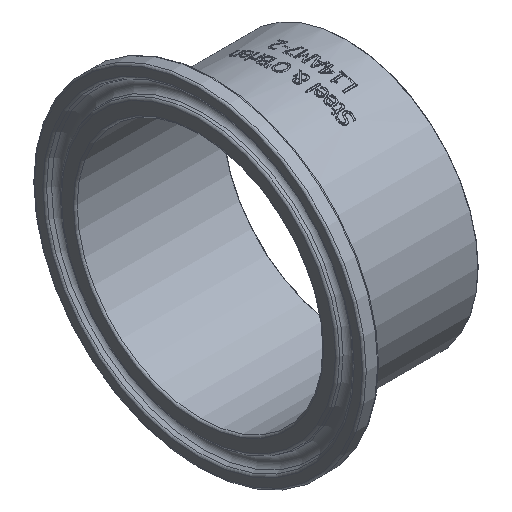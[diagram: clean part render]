
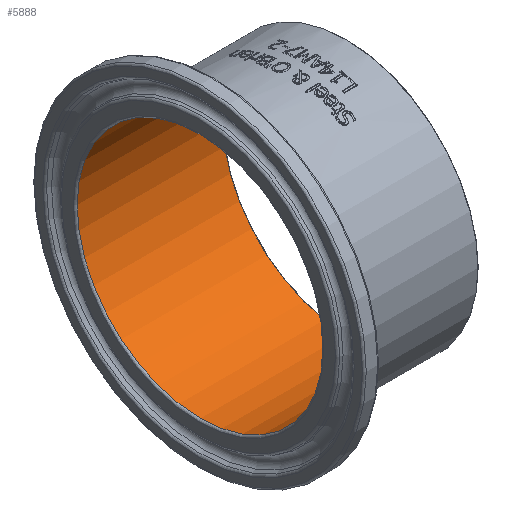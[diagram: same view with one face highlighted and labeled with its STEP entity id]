
A CAD part, isometric view. The second image highlights one B-rep face of the part: STEP entity #5888.
In plain terms, the highlighted cylindrical face has radius 23.749 mm (diameter 47.498 mm), a full revolution.
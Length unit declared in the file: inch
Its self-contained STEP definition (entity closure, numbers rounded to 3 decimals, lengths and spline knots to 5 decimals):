
#103=FACE_BOUND('',#1084,.T.);
#717=FACE_OUTER_BOUND('',#1083,.T.);
#1083=EDGE_LOOP('',(#5479));
#1084=EDGE_LOOP('',(#5480));
#1521=CIRCLE('',#6276,0.935);
#1523=CIRCLE('',#6280,0.935);
#2907=VERTEX_POINT('',#12644);
#2909=VERTEX_POINT('',#12650);
#3771=EDGE_CURVE('',#2907,#2907,#1521,.T.);
#3773=EDGE_CURVE('',#2909,#2909,#1523,.T.);
#5479=ORIENTED_EDGE('',*,*,#3773,.F.);
#5480=ORIENTED_EDGE('',*,*,#3771,.F.);
#5546=CYLINDRICAL_SURFACE('',#6279,0.935);
#5888=ADVANCED_FACE('',(#717,#103),#5546,.F.);
#6276=AXIS2_PLACEMENT_3D('',#12645,#7450,#7451);
#6279=AXIS2_PLACEMENT_3D('',#12649,#7456,#7457);
#6280=AXIS2_PLACEMENT_3D('',#12651,#7458,#7459);
#7450=DIRECTION('center_axis',(-1.,0.,0.));
#7451=DIRECTION('ref_axis',(0.,-1.,0.));
#7456=DIRECTION('center_axis',(1.,0.,0.));
#7457=DIRECTION('ref_axis',(0.,1.,0.));
#7458=DIRECTION('center_axis',(1.,0.,0.));
#7459=DIRECTION('ref_axis',(0.,-1.,0.));
#12644=CARTESIAN_POINT('',(1.12,0.935,0.));
#12645=CARTESIAN_POINT('Origin',(1.12,0.,0.));
#12649=CARTESIAN_POINT('Origin',(0.578,0.,0.));
#12650=CARTESIAN_POINT('',(0.015,0.935,0.));
#12651=CARTESIAN_POINT('Origin',(0.015,0.,0.));
